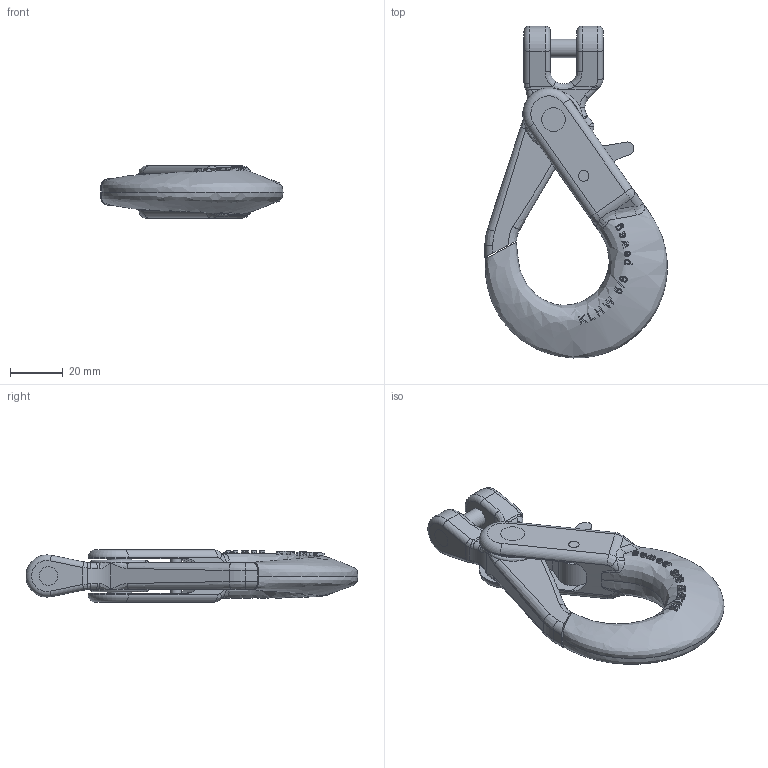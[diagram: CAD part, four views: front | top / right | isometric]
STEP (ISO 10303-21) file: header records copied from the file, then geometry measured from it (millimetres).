
FILE_DESCRIPTION(/* description */ (''),/* implementation_level */ '2;1');
FILE_NAME(/* name */ 'pewag_KLHW_5-6',/* time_stamp */ '2010-02-04T09:43:30+01:00',/* author */ (''),/* organization */ (''),/* preprocessor_version */ 'ST-DEVELOPER v9',/* originating_system */ 'UGS - NX 4.0',/* authorisation */ '');
FILE_SCHEMA (('AUTOMOTIVE_DESIGN { 1 0 10303 214 1 1 1 1 }'));
Length unit declared in the file: millimetre
Products named in the file (1): rit613Eaz1u
Bounding box: 69.01 x 125.7 x 20 mm (x, y, z)
Volume: 52958 mm3; surface area: 20384 mm2
Topology: 6 solids, 6 shells, 385 faces, 988 edges, 626 vertices
Faces by surface type: plane 131, extrusion 99, bspline 73, cylinder 60, torus 20, sphere 2
Full cylindrical faces by diameter (mm): 4 x4, 7 x3, 9 x3, 10 x1
Entity records: 20008 total; most frequent: CARTESIAN_POINT 11792, ORIENTED_EDGE 1938, DIRECTION 1200, EDGE_CURVE 969, VERTEX_POINT 624, B_SPLINE_CURVE_WITH_KNOTS 547, EDGE_LOOP 429, VECTOR 404
